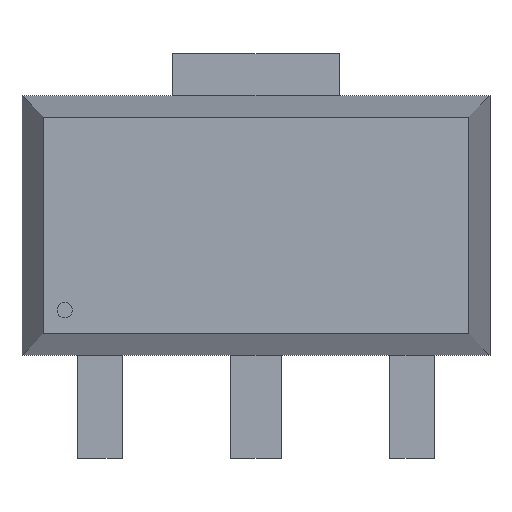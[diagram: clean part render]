
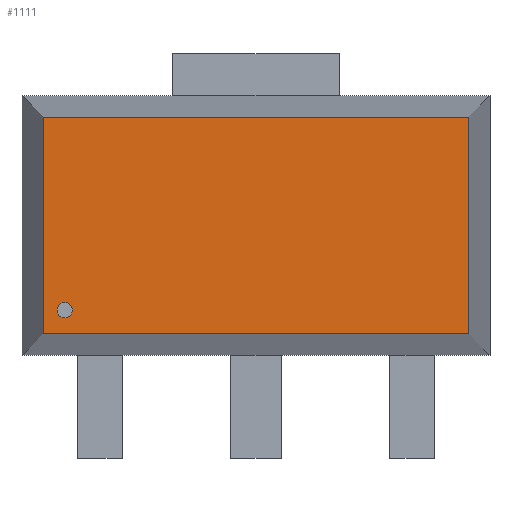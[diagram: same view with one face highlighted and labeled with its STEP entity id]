
A CAD part, top view. The second image highlights one B-rep face of the part: STEP entity #1111.
In plain terms, the highlighted planar face has unit normal (0, 0, 1).
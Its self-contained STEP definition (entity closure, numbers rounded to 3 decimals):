
#13=FACE_BOUND('',#138,.T.);
#14=CIRCLE('',#1201,0.074);
#69=FACE_OUTER_BOUND('',#137,.T.);
#137=EDGE_LOOP('',(#822,#823,#824,#825));
#138=EDGE_LOOP('',(#826));
#243=LINE('',#1688,#378);
#244=LINE('',#1690,#379);
#245=LINE('',#1692,#380);
#246=LINE('',#1693,#381);
#378=VECTOR('',#1401,10.);
#379=VECTOR('',#1402,10.);
#380=VECTOR('',#1403,10.);
#381=VECTOR('',#1404,10.);
#486=VERTEX_POINT('',#1679);
#488=VERTEX_POINT('',#1686);
#489=VERTEX_POINT('',#1687);
#490=VERTEX_POINT('',#1689);
#491=VERTEX_POINT('',#1691);
#602=EDGE_CURVE('',#486,#486,#14,.T.);
#605=EDGE_CURVE('',#488,#489,#243,.T.);
#606=EDGE_CURVE('',#490,#488,#244,.T.);
#607=EDGE_CURVE('',#491,#490,#245,.T.);
#608=EDGE_CURVE('',#489,#491,#246,.T.);
#822=ORIENTED_EDGE('',*,*,#605,.F.);
#823=ORIENTED_EDGE('',*,*,#606,.F.);
#824=ORIENTED_EDGE('',*,*,#607,.F.);
#825=ORIENTED_EDGE('',*,*,#608,.F.);
#826=ORIENTED_EDGE('',*,*,#602,.T.);
#976=PLANE('',#1204);
#1111=ADVANCED_FACE('',(#69,#13),#976,.T.);
#1201=AXIS2_PLACEMENT_3D('',#1680,#1392,#1393);
#1204=AXIS2_PLACEMENT_3D('',#1685,#1399,#1400);
#1392=DIRECTION('center_axis',(0.,0.,-1.));
#1393=DIRECTION('ref_axis',(-1.,0.,0.));
#1399=DIRECTION('center_axis',(0.,0.,1.));
#1400=DIRECTION('ref_axis',(0.,1.,0.));
#1401=DIRECTION('',(-1.,0.,0.));
#1402=DIRECTION('',(0.,-1.,0.));
#1403=DIRECTION('',(1.,0.,0.));
#1404=DIRECTION('',(0.,1.,0.));
#1679=CARTESIAN_POINT('',(-1.764,-0.815,1.549));
#1680=CARTESIAN_POINT('Origin',(-1.838,-0.815,1.549));
#1685=CARTESIAN_POINT('Origin',(-2.044,-1.04,1.549));
#1686=CARTESIAN_POINT('',(2.044,-1.041,1.549));
#1687=CARTESIAN_POINT('',(-2.044,-1.041,1.549));
#1688=CARTESIAN_POINT('',(-2.146,-1.041,1.549));
#1689=CARTESIAN_POINT('',(2.044,1.041,1.549));
#1690=CARTESIAN_POINT('',(2.044,-1.143,1.549));
#1691=CARTESIAN_POINT('',(-2.044,1.041,1.549));
#1692=CARTESIAN_POINT('',(0.102,1.041,1.549));
#1693=CARTESIAN_POINT('',(-2.044,0.103,1.549));
